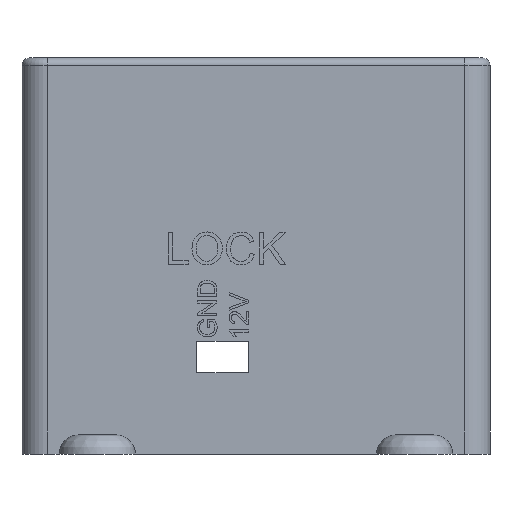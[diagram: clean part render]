
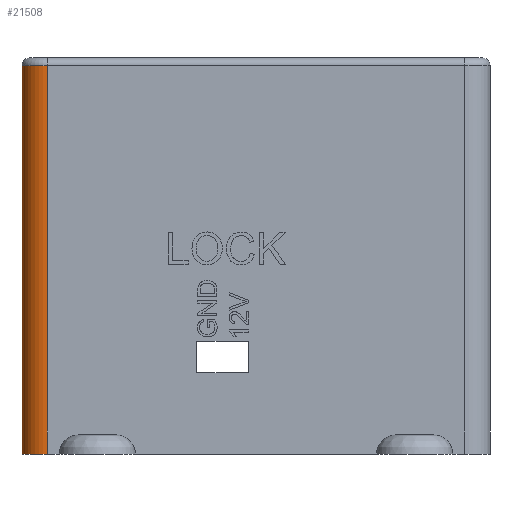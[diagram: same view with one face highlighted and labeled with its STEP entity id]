
A CAD part, left-side view. The second image highlights one B-rep face of the part: STEP entity #21508.
In plain terms, the highlighted cylindrical face has radius 4 mm (diameter 8 mm), a partial arc.
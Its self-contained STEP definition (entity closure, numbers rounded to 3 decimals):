
#47=CYLINDRICAL_SURFACE('',#22165,4.);
#111=CIRCLE('',#22153,4.);
#122=CIRCLE('',#22166,4.);
#3081=FACE_OUTER_BOUND('',#4322,.T.);
#4322=EDGE_LOOP('',(#19094,#19095,#19096,#19097));
#5064=LINE('',#31153,#6954);
#6155=LINE('',#42783,#8045);
#6954=VECTOR('',#23166,10.);
#8045=VECTOR('',#24941,10.);
#8907=VERTEX_POINT('',#31150);
#8908=VERTEX_POINT('',#31152);
#10144=VERTEX_POINT('',#42735);
#10165=VERTEX_POINT('',#42781);
#11334=EDGE_CURVE('',#8908,#8907,#5064,.T.);
#13190=EDGE_CURVE('',#8907,#10144,#111,.T.);
#13214=EDGE_CURVE('',#10144,#10165,#6155,.T.);
#13215=EDGE_CURVE('',#10165,#8908,#122,.T.);
#19094=ORIENTED_EDGE('',*,*,#13190,.T.);
#19095=ORIENTED_EDGE('',*,*,#13214,.T.);
#19096=ORIENTED_EDGE('',*,*,#13215,.T.);
#19097=ORIENTED_EDGE('',*,*,#11334,.T.);
#21508=ADVANCED_FACE('',(#3081),#47,.T.);
#22153=AXIS2_PLACEMENT_3D('',#42737,#24904,#24905);
#22165=AXIS2_PLACEMENT_3D('',#42784,#24942,#24943);
#22166=AXIS2_PLACEMENT_3D('',#42785,#24944,#24945);
#23166=DIRECTION('',(0.,0.,1.));
#24904=DIRECTION('center_axis',(0.,0.,-1.));
#24905=DIRECTION('ref_axis',(-0.707,0.707,0.));
#24941=DIRECTION('',(0.,0.,-1.));
#24942=DIRECTION('center_axis',(0.,0.,1.));
#24943=DIRECTION('ref_axis',(-0.707,0.707,0.));
#24944=DIRECTION('center_axis',(0.,0.,1.));
#24945=DIRECTION('ref_axis',(-0.707,0.707,0.));
#31150=CARTESIAN_POINT('',(79.82,-76.55,61.2));
#31152=CARTESIAN_POINT('',(79.82,-76.55,0.));
#31153=CARTESIAN_POINT('',(79.82,-76.55,0.));
#42735=CARTESIAN_POINT('',(83.82,-72.55,61.2));
#42737=CARTESIAN_POINT('Origin',(83.82,-76.55,61.2));
#42781=CARTESIAN_POINT('',(83.82,-72.55,0.));
#42783=CARTESIAN_POINT('',(83.82,-72.55,0.));
#42784=CARTESIAN_POINT('Origin',(83.82,-76.55,0.));
#42785=CARTESIAN_POINT('Origin',(83.82,-76.55,0.));
